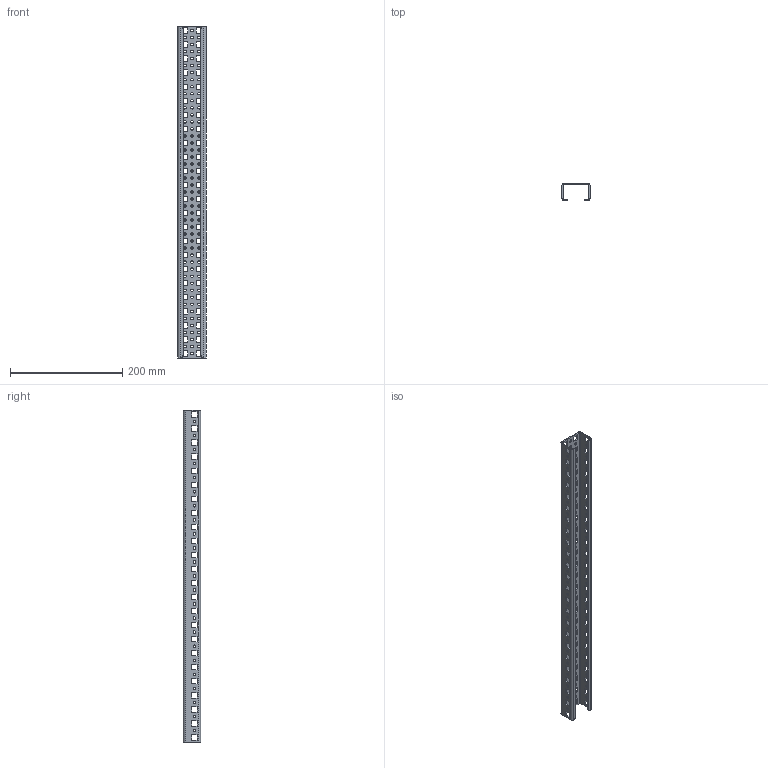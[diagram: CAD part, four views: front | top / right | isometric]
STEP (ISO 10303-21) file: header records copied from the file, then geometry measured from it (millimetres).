
FILE_DESCRIPTION (( 'STEP AP214' ), '1' );
FILE_NAME ('944.070.STEP', '2024-08-22T09:12:16', ( '' ), ( '' ), 'SwSTEP 2.0', 'SolidWorks 2021', '' );
FILE_SCHEMA (( 'AUTOMOTIVE_DESIGN' ));
Length unit declared in the file: millimetre
Products named in the file (1): 944.070
Bounding box: 50 x 30.5 x 591 mm (x, y, z)
Volume: 115141.9 mm3; surface area: 129178.2 mm2
Topology: 1 solids, 1 shells, 700 faces, 2062 edges, 1364 vertices
Faces by surface type: plane 410, cylinder 290
Entity records: 24324 total; most frequent: CARTESIAN_POINT 4127, ORIENTED_EDGE 4124, DIRECTION 4044, EDGE_CURVE 2062, VECTOR 1482, LINE 1482, VERTEX_POINT 1364, AXIS2_PLACEMENT_3D 1281
